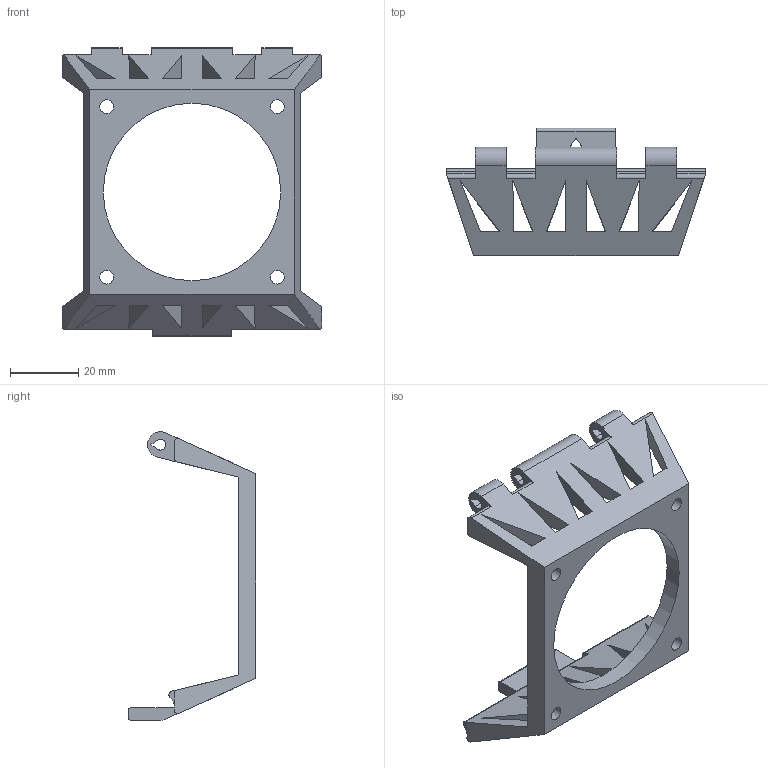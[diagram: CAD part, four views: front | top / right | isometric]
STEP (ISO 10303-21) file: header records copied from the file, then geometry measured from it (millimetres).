
FILE_DESCRIPTION(('FreeCAD Model'),'2;1');
FILE_NAME('ElecHolderUpper.step','2015-09-07T13:22:04',('Author'),(''), 'Open CASCADE STEP processor 6.8','FreeCAD','Unknown');
FILE_SCHEMA(('AUTOMOTIVE_DESIGN_CC2 { 1 2 10303 214 -1 1 5 4 }'));
Length unit declared in the file: millimetre
Products named in the file (2): ASSEMBLY; ElecHolderUpper
Assembly tree (1 placements, depth 2):
  ASSEMBLY
    ElecHolderUpper
Bounding box: 76 x 37.5 x 84.59 mm (x, y, z)
Volume: 22966.7 mm3; surface area: 15719.9 mm2
Topology: 1 solids, 1 shells, 105 faces, 317 edges, 214 vertices
Faces by surface type: plane 74, cylinder 31
Full cylindrical faces by diameter (mm): 4 x4, 52 x1
Entity records: 9221 total; most frequent: CARTESIAN_POINT 2971, DIRECTION 1117, LINE 704, VECTOR 704, ORIENTED_EDGE 634, PCURVE 634, DEFINITIONAL_REPRESENTATION 634, EDGE_CURVE 317
